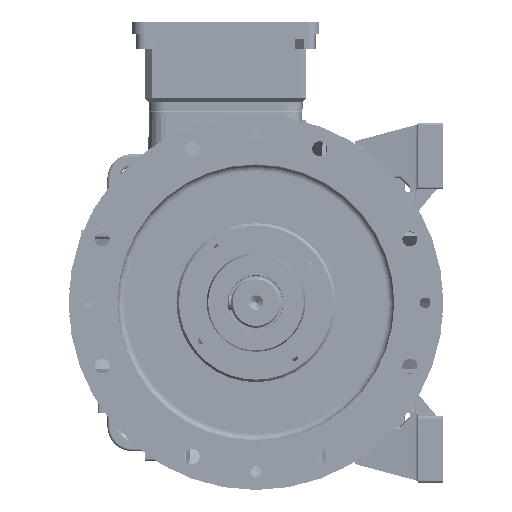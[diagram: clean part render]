
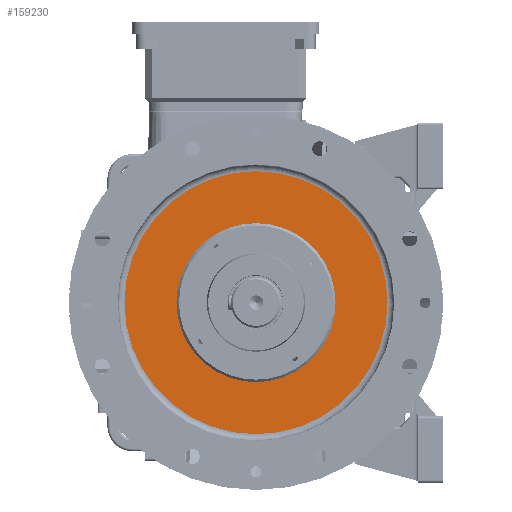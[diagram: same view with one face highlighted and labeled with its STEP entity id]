
A CAD part, left-side view. The second image highlights one B-rep face of the part: STEP entity #159230.
In plain terms, the highlighted planar face has unit normal (-1, 0, 0).
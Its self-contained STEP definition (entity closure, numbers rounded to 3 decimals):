
#2305 = CARTESIAN_POINT ( 'NONE',  ( 19.5, 0., -95.5 ) ) ;
#5710 = EDGE_CURVE ( 'NONE', #142520, #130601, #138242, .T. ) ;
#8147 = ORIENTED_EDGE ( 'NONE', *, *, #5710, .F. ) ;
#28968 = ORIENTED_EDGE ( 'NONE', *, *, #170769, .T. ) ;
#35063 = FACE_BOUND ( 'NONE', #109052, .T. ) ;
#38119 = CARTESIAN_POINT ( 'NONE',  ( 19.5, 0., 0. ) ) ;
#49087 = DIRECTION ( 'NONE',  ( 1., 0., 0. ) ) ;
#54112 = EDGE_CURVE ( 'NONE', #130601, #142520, #177304, .T. ) ;
#55921 = DIRECTION ( 'NONE',  ( 0., 0., 1. ) ) ;
#60912 = EDGE_LOOP ( 'NONE', ( #173247, #28968 ) ) ;
#67077 = VERTEX_POINT ( 'NONE', #125755 ) ;
#72457 = DIRECTION ( 'NONE',  ( -1., 0., 0. ) ) ;
#74913 = DIRECTION ( 'NONE',  ( -1., 0., 0. ) ) ;
#77011 = DIRECTION ( 'NONE',  ( 0., 0., 1. ) ) ;
#80275 = DIRECTION ( 'NONE',  ( 0., 0., -1. ) ) ;
#87515 = DIRECTION ( 'NONE',  ( 0., 0., 1. ) ) ;
#109052 = EDGE_LOOP ( 'NONE', ( #8147, #210193 ) ) ;
#111822 = CIRCLE ( 'NONE', #204282, 158. ) ;
#125755 = CARTESIAN_POINT ( 'NONE',  ( 19.5, 0., -158. ) ) ;
#126052 = CIRCLE ( 'NONE', #184351, 158. ) ;
#130601 = VERTEX_POINT ( 'NONE', #135600 ) ;
#131690 = CARTESIAN_POINT ( 'NONE',  ( 19.5, 0., 158. ) ) ;
#132837 = PLANE ( 'NONE',  #179750 ) ;
#135600 = CARTESIAN_POINT ( 'NONE',  ( 19.5, 0., 95.5 ) ) ;
#137725 = VERTEX_POINT ( 'NONE', #131690 ) ;
#138242 = CIRCLE ( 'NONE', #210327, 95.5 ) ;
#139595 = AXIS2_PLACEMENT_3D ( 'NONE', #171575, #74913, #77011 ) ;
#139642 = DIRECTION ( 'NONE',  ( -1., 0., 0. ) ) ;
#142520 = VERTEX_POINT ( 'NONE', #2305 ) ;
#156061 = CARTESIAN_POINT ( 'NONE',  ( 19.5, 0., 0. ) ) ;
#158149 = DIRECTION ( 'NONE',  ( -1., 0., 0. ) ) ;
#159230 = ADVANCED_FACE ( 'NONE', ( #35063, #182195 ), #132837, .F. ) ;
#161221 = EDGE_CURVE ( 'NONE', #137725, #67077, #111822, .T. ) ;
#162898 = CARTESIAN_POINT ( 'NONE',  ( 19.5, 158., 0. ) ) ;
#170769 = EDGE_CURVE ( 'NONE', #67077, #137725, #126052, .T. ) ;
#171575 = CARTESIAN_POINT ( 'NONE',  ( 19.5, 0., 0. ) ) ;
#173247 = ORIENTED_EDGE ( 'NONE', *, *, #161221, .T. ) ;
#174331 = DIRECTION ( 'NONE',  ( 0., 0., 1. ) ) ;
#177304 = CIRCLE ( 'NONE', #139595, 95.5 ) ;
#179750 = AXIS2_PLACEMENT_3D ( 'NONE', #162898, #49087, #80275 ) ;
#182195 = FACE_OUTER_BOUND ( 'NONE', #60912, .T. ) ;
#184351 = AXIS2_PLACEMENT_3D ( 'NONE', #38119, #72457, #87515 ) ;
#203072 = CARTESIAN_POINT ( 'NONE',  ( 19.5, 0., 0. ) ) ;
#204282 = AXIS2_PLACEMENT_3D ( 'NONE', #156061, #158149, #174331 ) ;
#210193 = ORIENTED_EDGE ( 'NONE', *, *, #54112, .F. ) ;
#210327 = AXIS2_PLACEMENT_3D ( 'NONE', #203072, #139642, #55921 ) ;
